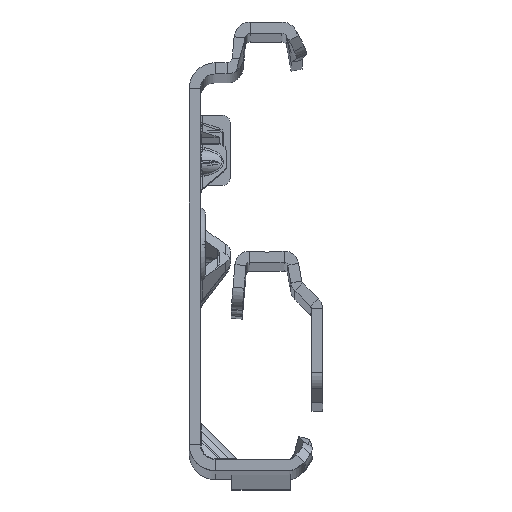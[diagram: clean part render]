
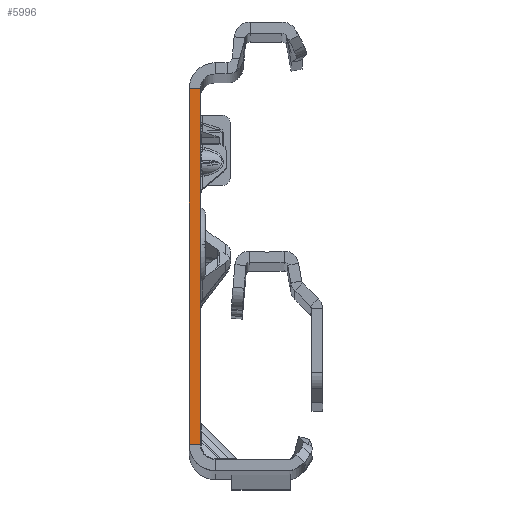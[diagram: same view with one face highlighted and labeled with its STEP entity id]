
A CAD part, top view. The second image highlights one B-rep face of the part: STEP entity #5996.
In plain terms, the highlighted planar face has unit normal (0, 0, 1).
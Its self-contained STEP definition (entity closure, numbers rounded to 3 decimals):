
#256 = VERTEX_POINT ( 'NONE', #3564 ) ;
#2374 = ORIENTED_EDGE ( 'NONE', *, *, #38316, .F. ) ;
#3481 = CARTESIAN_POINT ( 'NONE',  ( 0., -25.865, 0. ) ) ;
#3564 = CARTESIAN_POINT ( 'NONE',  ( -1.5, 22.135, 0. ) ) ;
#4888 = PLANE ( 'NONE',  #40140 ) ;
#5485 = VECTOR ( 'NONE', #16551, 1000. ) ;
#5996 = ADVANCED_FACE ( 'NONE', ( #10119 ), #4888, .T. ) ;
#6865 = VERTEX_POINT ( 'NONE', #54658 ) ;
#7048 = EDGE_CURVE ( 'NONE', #47006, #256, #27633, .T. ) ;
#7668 = CARTESIAN_POINT ( 'NONE',  ( -1.5, -27.865, 0. ) ) ;
#10119 = FACE_OUTER_BOUND ( 'NONE', #46721, .T. ) ;
#13851 = VERTEX_POINT ( 'NONE', #16458 ) ;
#15675 = VECTOR ( 'NONE', #16260, 1000. ) ;
#16260 = DIRECTION ( 'NONE',  ( 0., -1., 0. ) ) ;
#16458 = CARTESIAN_POINT ( 'NONE',  ( -1.5, -25.865, 0. ) ) ;
#16551 = DIRECTION ( 'NONE',  ( -1., 0., 0. ) ) ;
#22893 = DIRECTION ( 'NONE',  ( 0., 0., 1. ) ) ;
#23653 = EDGE_CURVE ( 'NONE', #256, #13851, #34065, .T. ) ;
#24969 = ORIENTED_EDGE ( 'NONE', *, *, #7048, .T. ) ;
#27633 = LINE ( 'NONE', #45414, #46163 ) ;
#28314 = DIRECTION ( 'NONE',  ( 0., -1., 0. ) ) ;
#34065 = LINE ( 'NONE', #7668, #15675 ) ;
#34406 = VECTOR ( 'NONE', #28314, 1000. ) ;
#35119 = CARTESIAN_POINT ( 'NONE',  ( 0., -27.865, 0. ) ) ;
#37139 = LINE ( 'NONE', #3481, #5485 ) ;
#38316 = EDGE_CURVE ( 'NONE', #47006, #6865, #49447, .T. ) ;
#39610 = ORIENTED_EDGE ( 'NONE', *, *, #43430, .F. ) ;
#39861 = DIRECTION ( 'NONE',  ( 1., 0., 0. ) ) ;
#40140 = AXIS2_PLACEMENT_3D ( 'NONE', #47129, #22893, #39861 ) ;
#43430 = EDGE_CURVE ( 'NONE', #6865, #13851, #37139, .T. ) ;
#45414 = CARTESIAN_POINT ( 'NONE',  ( 0., 22.135, 0. ) ) ;
#46163 = VECTOR ( 'NONE', #49302, 1000. ) ;
#46721 = EDGE_LOOP ( 'NONE', ( #2374, #24969, #48736, #39610 ) ) ;
#47006 = VERTEX_POINT ( 'NONE', #49440 ) ;
#47129 = CARTESIAN_POINT ( 'NONE',  ( -1.5, -27.865, 0. ) ) ;
#48736 = ORIENTED_EDGE ( 'NONE', *, *, #23653, .T. ) ;
#49302 = DIRECTION ( 'NONE',  ( -1., 0., 0. ) ) ;
#49440 = CARTESIAN_POINT ( 'NONE',  ( 0., 22.135, 0. ) ) ;
#49447 = LINE ( 'NONE', #35119, #34406 ) ;
#54658 = CARTESIAN_POINT ( 'NONE',  ( 0., -25.865, 0. ) ) ;
